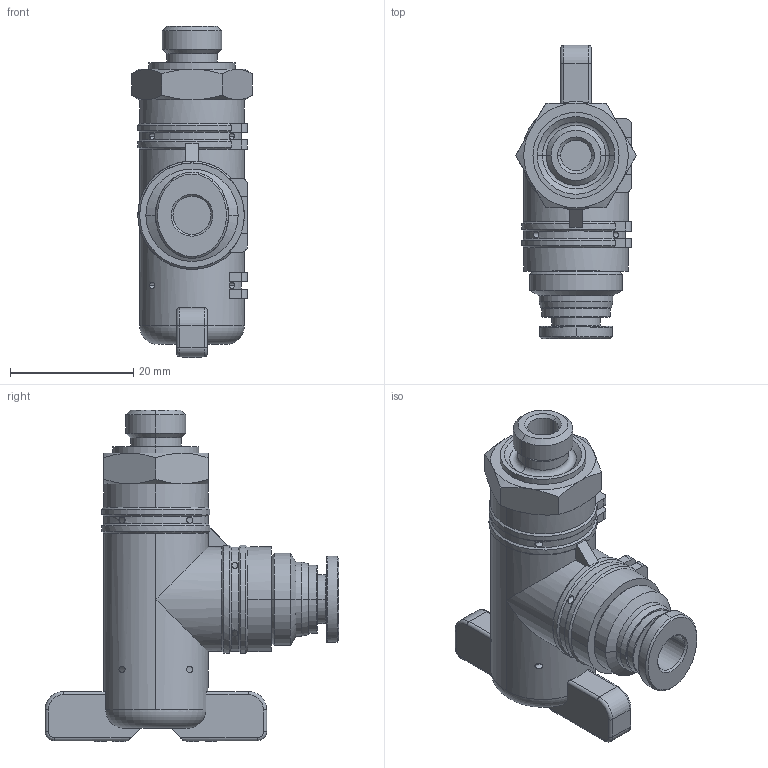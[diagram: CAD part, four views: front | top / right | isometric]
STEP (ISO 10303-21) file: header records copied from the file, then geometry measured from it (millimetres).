
FILE_DESCRIPTION((''),'2;1');
FILE_NAME('BL2006G01-mdt.stp','2017-07-24T19:04:30',(''),(''),'Mechanical Desktop 2009','Mechanical Desktop 2009',', , ');
FILE_SCHEMA(('CONFIG_CONTROL_DESIGN'));
Length unit declared in the file: millimetre
Products named in the file (3): BL2006G01-MDTA; PART1; BL2006G01-MDT
Assembly tree (2 placements, depth 2):
  BL2006G01-MDTA
    PART1
    BL2006G01-MDT
Bounding box: 19.63 x 47.75 x 53.95 mm (x, y, z)
Volume: 16180.4 mm3; surface area: 6990.1 mm2
Topology: 2 solids, 4 shells, 443 faces, 1126 edges, 716 vertices
Faces by surface type: plane 237, cylinder 120, cone 58, torus 18, bspline 10
Entity records: 15154 total; most frequent: CARTESIAN_POINT 4423, ORIENTED_EDGE 2248, DIRECTION 2171, EDGE_CURVE 1124, AXIS2_PLACEMENT_3D 734, VERTEX_POINT 716, VECTOR 703, LINE 703
